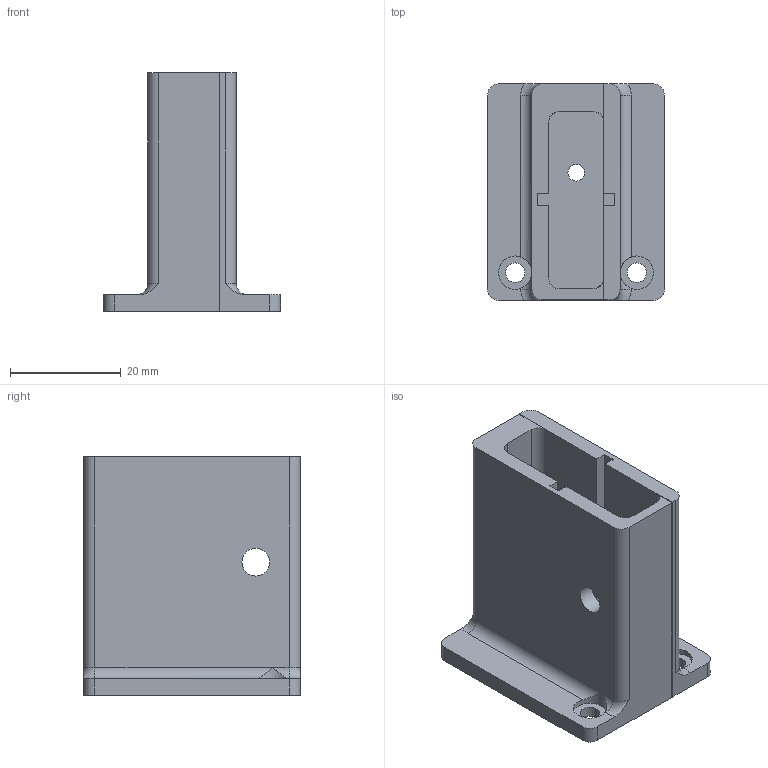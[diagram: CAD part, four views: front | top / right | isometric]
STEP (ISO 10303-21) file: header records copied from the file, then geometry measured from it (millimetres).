
FILE_DESCRIPTION(/* description */ (''),/* implementation_level */ '2;1');
FILE_NAME(/* name */ 'gear house.step',/* time_stamp */ '2020-12-18T16:42:57+06:00',/* author */ (''),/* organization */ (''),/* preprocessor_version */ 'ST-DEVELOPER v18.1',/* originating_system */ 'Autodesk Translation Framework v9.7.1.1290',/* authorisation */ '');
FILE_SCHEMA (('AUTOMOTIVE_DESIGN { 1 0 10303 214 3 1 1 }'));
Length unit declared in the file: millimetre
Products named in the file (1): gear house
Bounding box: 31.92 x 39 x 43.01 mm (x, y, z)
Volume: 14414.7 mm3; surface area: 11734.7 mm2
Topology: 2 solids, 2 shells, 63 faces, 173 edges, 111 vertices
Faces by surface type: plane 30, cylinder 27, torus 4, bspline 2
Full cylindrical faces by diameter (mm): 3 x1, 3.5 x2, 5 x1, 6 x2
Entity records: 2229 total; most frequent: CARTESIAN_POINT 558, DIRECTION 343, ORIENTED_EDGE 342, EDGE_CURVE 171, AXIS2_PLACEMENT_3D 120, VERTEX_POINT 111, LINE 103, VECTOR 103
